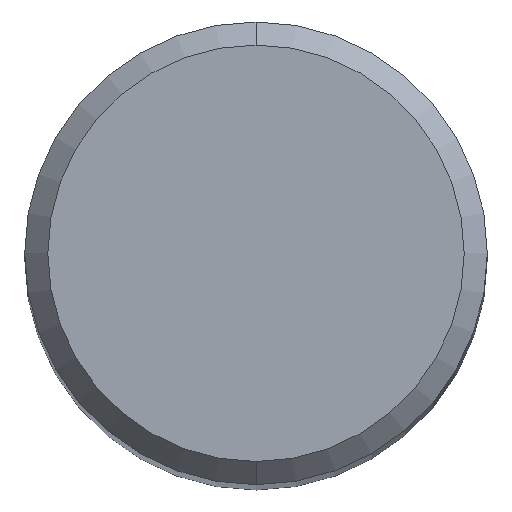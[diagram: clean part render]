
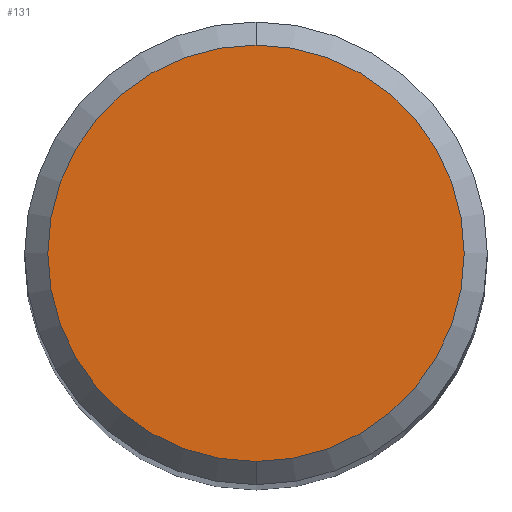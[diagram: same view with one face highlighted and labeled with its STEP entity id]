
A CAD part, top view. The second image highlights one B-rep face of the part: STEP entity #131.
In plain terms, the highlighted planar face has unit normal (0, 0, 1).
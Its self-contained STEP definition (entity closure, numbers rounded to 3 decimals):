
#131=ADVANCED_FACE('',(#315),#316,.T.);
#169=VERTEX_POINT('',#359);
#225=EDGE_CURVE('',#169,#255,#424,.T.);
#231=EDGE_CURVE('',#255,#169,#431,.T.);
#255=VERTEX_POINT('',#458);
#315=FACE_OUTER_BOUND('',#519,.T.);
#316=PLANE('',#520);
#359=CARTESIAN_POINT('',(0.0,4.5,0.0));
#424=CIRCLE('',#650,4.5);
#431=CIRCLE('',#658,4.5);
#458=CARTESIAN_POINT('',(0.,-4.5,0.0));
#519=EDGE_LOOP('',(#753,#754));
#520=AXIS2_PLACEMENT_3D('',#755,#756,#757);
#650=AXIS2_PLACEMENT_3D('',#894,#895,#896);
#658=AXIS2_PLACEMENT_3D('',#905,#906,#907);
#753=ORIENTED_EDGE('',*,*,#225,.F.);
#754=ORIENTED_EDGE('',*,*,#231,.F.);
#755=CARTESIAN_POINT('',(0.0,2.25,0.0));
#756=DIRECTION('',(-0.0,0.0,1.0));
#757=DIRECTION('',(0.0,-1.0,0.0));
#894=CARTESIAN_POINT('',(0.0,0.0,0.0));
#895=DIRECTION('',(0.0,0.0,-1.0));
#896=DIRECTION('',(0.0,1.0,0.0));
#905=CARTESIAN_POINT('',(0.0,0.0,0.0));
#906=DIRECTION('',(0.0,0.0,-1.0));
#907=DIRECTION('',(0.0,1.0,0.0));
